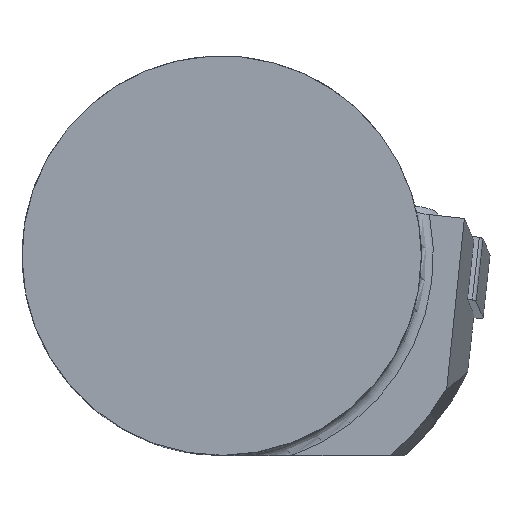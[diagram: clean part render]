
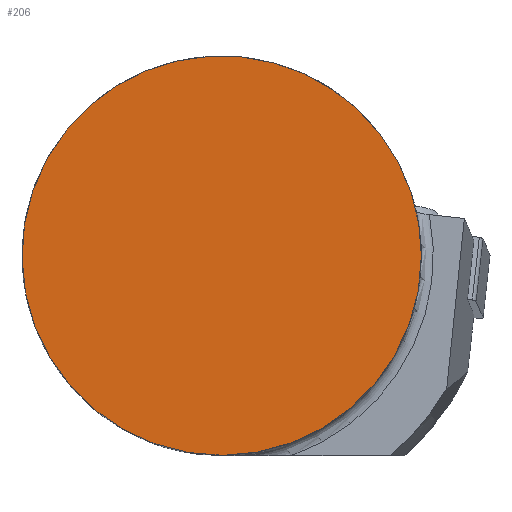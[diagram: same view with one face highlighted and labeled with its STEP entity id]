
A CAD part, top view. The second image highlights one B-rep face of the part: STEP entity #206.
In plain terms, the highlighted planar face has unit normal (0, 0, 1).
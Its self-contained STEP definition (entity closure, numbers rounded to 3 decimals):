
#163=FACE_OUTER_BOUND('',#410,.T.);
#206=ADVANCED_FACE('',(#163),#232,.T.);
#232=PLANE('',#1003);
#410=EDGE_LOOP('',(#622));
#622=ORIENTED_EDGE('',*,*,#738,.F.);
#658=VERTEX_POINT('',#1449);
#738=EDGE_CURVE('',#658,#658,#816,.T.);
#816=CIRCLE('',#949,20.);
#949=AXIS2_PLACEMENT_3D('',#1448,#1098,#1099);
#1003=AXIS2_PLACEMENT_3D('',#1627,#1242,#1243);
#1098=DIRECTION('',(0.,0.,-1.));
#1099=DIRECTION('',(1.,0.,0.));
#1242=DIRECTION('',(0.,0.,1.));
#1243=DIRECTION('',(1.,0.,0.));
#1448=CARTESIAN_POINT('',(0.,0.,0.));
#1449=CARTESIAN_POINT('',(20.,0.,0.));
#1627=CARTESIAN_POINT('',(0.,0.,0.));
